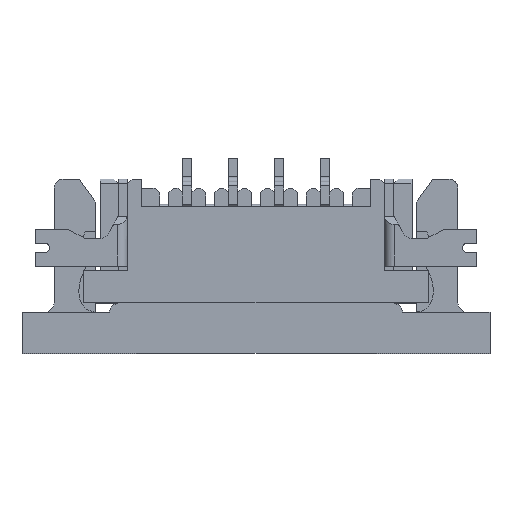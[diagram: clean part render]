
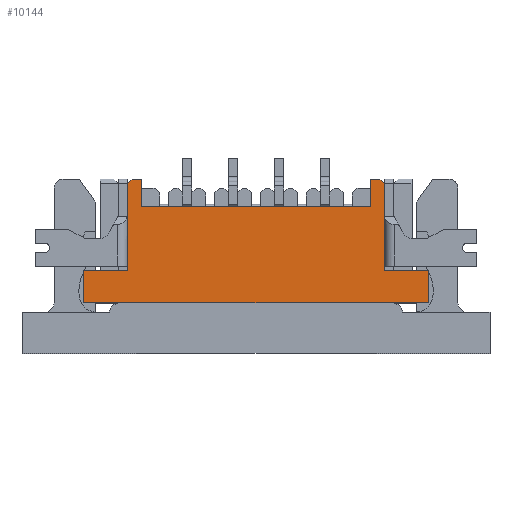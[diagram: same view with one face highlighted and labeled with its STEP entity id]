
A CAD part, top view. The second image highlights one B-rep face of the part: STEP entity #10144.
In plain terms, the highlighted planar face has unit normal (0, 0, 1).
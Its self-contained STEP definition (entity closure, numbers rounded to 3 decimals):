
#569=ORIENTED_EDGE('',*,*,#3640,.T.);
#570=ORIENTED_EDGE('',*,*,#3641,.T.);
#571=ORIENTED_EDGE('',*,*,#3642,.T.);
#572=ORIENTED_EDGE('',*,*,#3643,.T.);
#573=ORIENTED_EDGE('',*,*,#3644,.T.);
#574=ORIENTED_EDGE('',*,*,#3645,.F.);
#575=ORIENTED_EDGE('',*,*,#3646,.F.);
#576=ORIENTED_EDGE('',*,*,#3647,.T.);
#577=ORIENTED_EDGE('',*,*,#3648,.T.);
#578=ORIENTED_EDGE('',*,*,#3649,.T.);
#579=ORIENTED_EDGE('',*,*,#3650,.F.);
#580=ORIENTED_EDGE('',*,*,#3651,.F.);
#581=ORIENTED_EDGE('',*,*,#3652,.T.);
#582=ORIENTED_EDGE('',*,*,#3653,.T.);
#3640=EDGE_CURVE('',#5167,#5168,#6172,.T.);
#3641=EDGE_CURVE('',#5168,#5169,#6173,.T.);
#3642=EDGE_CURVE('',#5169,#5170,#6174,.T.);
#3643=EDGE_CURVE('',#5170,#5171,#6175,.T.);
#3644=EDGE_CURVE('',#5171,#5172,#6176,.T.);
#3645=EDGE_CURVE('',#5173,#5172,#6177,.T.);
#3646=EDGE_CURVE('',#5174,#5173,#6178,.T.);
#3647=EDGE_CURVE('',#5174,#5175,#6179,.T.);
#3648=EDGE_CURVE('',#5175,#5176,#6180,.T.);
#3649=EDGE_CURVE('',#5176,#5177,#6181,.T.);
#3650=EDGE_CURVE('',#5178,#5177,#6182,.T.);
#3651=EDGE_CURVE('',#5179,#5178,#6183,.T.);
#3652=EDGE_CURVE('',#5179,#5180,#6184,.T.);
#3653=EDGE_CURVE('',#5180,#5167,#6185,.T.);
#5167=VERTEX_POINT('',#14563);
#5168=VERTEX_POINT('',#14564);
#5169=VERTEX_POINT('',#14566);
#5170=VERTEX_POINT('',#14568);
#5171=VERTEX_POINT('',#14570);
#5172=VERTEX_POINT('',#14572);
#5173=VERTEX_POINT('',#14574);
#5174=VERTEX_POINT('',#14576);
#5175=VERTEX_POINT('',#14578);
#5176=VERTEX_POINT('',#14580);
#5177=VERTEX_POINT('',#14582);
#5178=VERTEX_POINT('',#14584);
#5179=VERTEX_POINT('',#14586);
#5180=VERTEX_POINT('',#14588);
#6172=LINE('',#14562,#7492);
#6173=LINE('',#14565,#7493);
#6174=LINE('',#14567,#7494);
#6175=LINE('',#14569,#7495);
#6176=LINE('',#14571,#7496);
#6177=LINE('',#14573,#7497);
#6178=LINE('',#14575,#7498);
#6179=LINE('',#14577,#7499);
#6180=LINE('',#14579,#7500);
#6181=LINE('',#14581,#7501);
#6182=LINE('',#14583,#7502);
#6183=LINE('',#14585,#7503);
#6184=LINE('',#14587,#7504);
#6185=LINE('',#14589,#7505);
#7492=VECTOR('',#11675,1000.);
#7493=VECTOR('',#11676,1000.);
#7494=VECTOR('',#11677,1000.);
#7495=VECTOR('',#11678,1000.);
#7496=VECTOR('',#11679,1000.);
#7497=VECTOR('',#11680,1000.);
#7498=VECTOR('',#11681,1000.);
#7499=VECTOR('',#11682,1000.);
#7500=VECTOR('',#11683,1000.);
#7501=VECTOR('',#11684,1000.);
#7502=VECTOR('',#11685,1000.);
#7503=VECTOR('',#11686,1000.);
#7504=VECTOR('',#11687,1000.);
#7505=VECTOR('',#11688,1000.);
#8708=EDGE_LOOP('',(#569,#570,#571,#572,#573,#574,#575,#576,#577,#578,#579,
#580,#581,#582));
#9224=FACE_BOUND('',#8708,.T.);
#9731=PLANE('',#10737);
#10144=ADVANCED_FACE('',(#9224),#9731,.T.);
#10737=AXIS2_PLACEMENT_3D('',#14561,#11673,#11674);
#11673=DIRECTION('',(0.,0.,1.));
#11674=DIRECTION('',(1.,0.,0.));
#11675=DIRECTION('',(0.,-1.,0.));
#11676=DIRECTION('',(-1.,0.,0.));
#11677=DIRECTION('',(0.,1.,0.));
#11678=DIRECTION('',(-1.,0.,0.));
#11679=DIRECTION('',(-0.707,-0.707,0.));
#11680=DIRECTION('',(0.,1.,0.));
#11681=DIRECTION('',(1.,0.,0.));
#11682=DIRECTION('',(0.,-1.,0.));
#11683=DIRECTION('',(1.,0.,0.));
#11684=DIRECTION('',(0.,1.,0.));
#11685=DIRECTION('',(1.,0.,0.));
#11686=DIRECTION('',(0.,-1.,0.));
#11687=DIRECTION('',(-0.707,0.707,0.));
#11688=DIRECTION('',(-1.,0.,0.));
#14561=CARTESIAN_POINT('',(0.,0.,0.6));
#14562=CARTESIAN_POINT('',(2.5,1.35,0.6));
#14563=CARTESIAN_POINT('',(2.5,1.35,0.6));
#14564=CARTESIAN_POINT('',(2.5,0.75,0.6));
#14565=CARTESIAN_POINT('',(-1.9,0.75,0.6));
#14566=CARTESIAN_POINT('',(-2.5,0.75,0.6));
#14567=CARTESIAN_POINT('',(-2.5,1.15,0.6));
#14568=CARTESIAN_POINT('',(-2.5,1.35,0.6));
#14569=CARTESIAN_POINT('',(3.75,1.35,0.6));
#14570=CARTESIAN_POINT('',(-2.7,1.35,0.6));
#14571=CARTESIAN_POINT('',(-2.025,2.025,0.6));
#14572=CARTESIAN_POINT('',(-2.8,1.25,0.6));
#14573=CARTESIAN_POINT('',(-2.8,-0.65,0.6));
#14574=CARTESIAN_POINT('',(-2.8,-0.65,0.6));
#14575=CARTESIAN_POINT('',(-3.75,-0.65,0.6));
#14576=CARTESIAN_POINT('',(-3.75,-0.65,0.6));
#14577=CARTESIAN_POINT('',(-3.75,1.35,0.6));
#14578=CARTESIAN_POINT('',(-3.75,-1.35,0.6));
#14579=CARTESIAN_POINT('',(-3.75,-1.35,0.6));
#14580=CARTESIAN_POINT('',(3.75,-1.35,0.6));
#14581=CARTESIAN_POINT('',(3.75,-1.35,0.6));
#14582=CARTESIAN_POINT('',(3.75,-0.65,0.6));
#14583=CARTESIAN_POINT('',(3.4,-0.65,0.6));
#14584=CARTESIAN_POINT('',(2.8,-0.65,0.6));
#14585=CARTESIAN_POINT('',(2.8,1.35,0.6));
#14586=CARTESIAN_POINT('',(2.8,1.25,0.6));
#14587=CARTESIAN_POINT('',(2.025,2.025,0.6));
#14588=CARTESIAN_POINT('',(2.7,1.35,0.6));
#14589=CARTESIAN_POINT('',(3.75,1.35,0.6));
